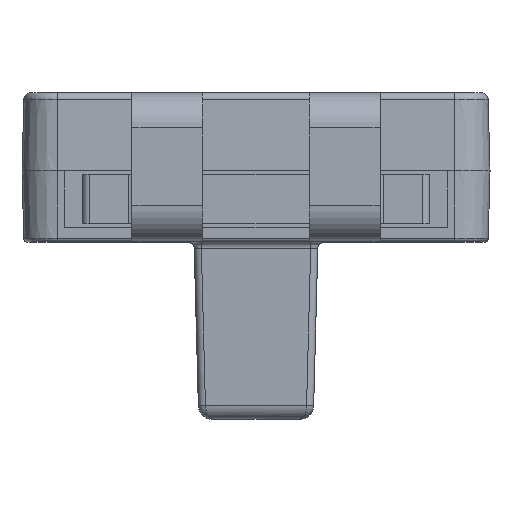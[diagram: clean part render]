
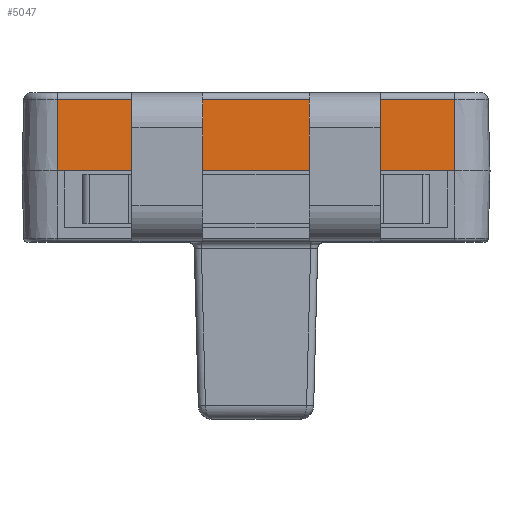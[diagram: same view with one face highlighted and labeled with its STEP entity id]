
A CAD part, top view. The second image highlights one B-rep face of the part: STEP entity #5047.
In plain terms, the highlighted planar face has unit normal (0, 0.026, 1).
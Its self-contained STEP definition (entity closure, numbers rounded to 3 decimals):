
#547 = EDGE_CURVE ( 'NONE', #11816, #5987, #6748, .T. ) ;
#1040 = CARTESIAN_POINT ( 'NONE',  ( -28., 10.026, 25.737 ) ) ;
#1200 = LINE ( 'NONE', #11847, #12426 ) ;
#1331 = CARTESIAN_POINT ( 'NONE',  ( 28., 10.026, 25.737 ) ) ;
#1371 = DIRECTION ( 'NONE',  ( 1., 0., 0. ) ) ;
#1606 = FACE_OUTER_BOUND ( 'NONE', #6492, .T. ) ;
#1731 = EDGE_CURVE ( 'NONE', #8328, #5987, #14697, .T. ) ;
#1944 = LINE ( 'NONE', #13374, #11758 ) ;
#2776 = DIRECTION ( 'NONE',  ( 0., -1., 0.026 ) ) ;
#3088 = ORIENTED_EDGE ( 'NONE', *, *, #6788, .F. ) ;
#3739 = DIRECTION ( 'NONE',  ( 1., 0., 0. ) ) ;
#3914 = ORIENTED_EDGE ( 'NONE', *, *, #12510, .T. ) ;
#4387 = VECTOR ( 'NONE', #14568, 1000. ) ;
#5047 = ADVANCED_FACE ( 'NONE', ( #1606 ), #5966, .T. ) ;
#5221 = CARTESIAN_POINT ( 'NONE',  ( 28., 0., 26. ) ) ;
#5966 = PLANE ( 'NONE',  #14031 ) ;
#5987 = VERTEX_POINT ( 'NONE', #5221 ) ;
#6303 = CARTESIAN_POINT ( 'NONE',  ( -28., 0., 26. ) ) ;
#6492 = EDGE_LOOP ( 'NONE', ( #3914, #7558, #14231, #3088 ) ) ;
#6596 = VERTEX_POINT ( 'NONE', #1040 ) ;
#6748 = LINE ( 'NONE', #1331, #4387 ) ;
#6788 = EDGE_CURVE ( 'NONE', #6596, #11816, #1200, .T. ) ;
#7138 = DIRECTION ( 'NONE',  ( 0., 0.026, 1. ) ) ;
#7558 = ORIENTED_EDGE ( 'NONE', *, *, #1731, .T. ) ;
#8328 = VERTEX_POINT ( 'NONE', #9800 ) ;
#9800 = CARTESIAN_POINT ( 'NONE',  ( -28., 0., 26. ) ) ;
#11441 = VECTOR ( 'NONE', #14415, 1000. ) ;
#11529 = CARTESIAN_POINT ( 'NONE',  ( 28., 10.026, 25.737 ) ) ;
#11758 = VECTOR ( 'NONE', #2776, 1000. ) ;
#11816 = VERTEX_POINT ( 'NONE', #11529 ) ;
#11847 = CARTESIAN_POINT ( 'NONE',  ( -28., 10.026, 25.737 ) ) ;
#12426 = VECTOR ( 'NONE', #3739, 1000. ) ;
#12510 = EDGE_CURVE ( 'NONE', #6596, #8328, #1944, .T. ) ;
#13374 = CARTESIAN_POINT ( 'NONE',  ( -28., 10.026, 25.737 ) ) ;
#14031 = AXIS2_PLACEMENT_3D ( 'NONE', #14092, #7138, #1371 ) ;
#14092 = CARTESIAN_POINT ( 'NONE',  ( -35.109, 0., 26. ) ) ;
#14231 = ORIENTED_EDGE ( 'NONE', *, *, #547, .F. ) ;
#14415 = DIRECTION ( 'NONE',  ( 1., 0., 0. ) ) ;
#14568 = DIRECTION ( 'NONE',  ( 0., -1., 0.026 ) ) ;
#14697 = LINE ( 'NONE', #6303, #11441 ) ;
